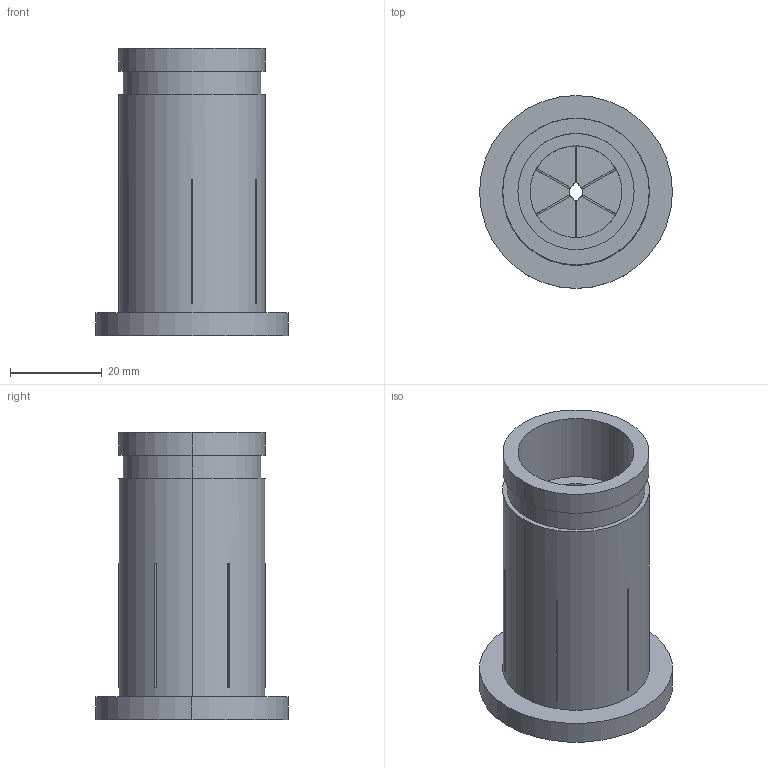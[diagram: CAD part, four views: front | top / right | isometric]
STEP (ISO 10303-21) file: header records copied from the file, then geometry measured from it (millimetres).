
FILE_DESCRIPTION (( 'STEP AP203' ), '1' );
FILE_NAME ('STP-SAKEM-84122-03-FID.STEP', '2020-05-18T09:20:59', ( '' ), ( '' ), 'SwSTEP 2.0', 'SolidWorks 2017', '' );
FILE_SCHEMA (( 'CONFIG_CONTROL_DESIGN' ));
Length unit declared in the file: millimetre
Products named in the file (1): STP-SAKEM-84122-03-FID
Bounding box: 42 x 42 x 62.5 mm (x, y, z)
Volume: 34862.1 mm3; surface area: 15519 mm2
Topology: 1 solids, 1 shells, 57 faces, 171 edges, 114 vertices
Faces by surface type: plane 36, cylinder 21
Entity records: 2068 total; most frequent: DIRECTION 365, CARTESIAN_POINT 343, ORIENTED_EDGE 342, EDGE_CURVE 171, AXIS2_PLACEMENT_3D 136, VERTEX_POINT 114, VECTOR 93, LINE 93
